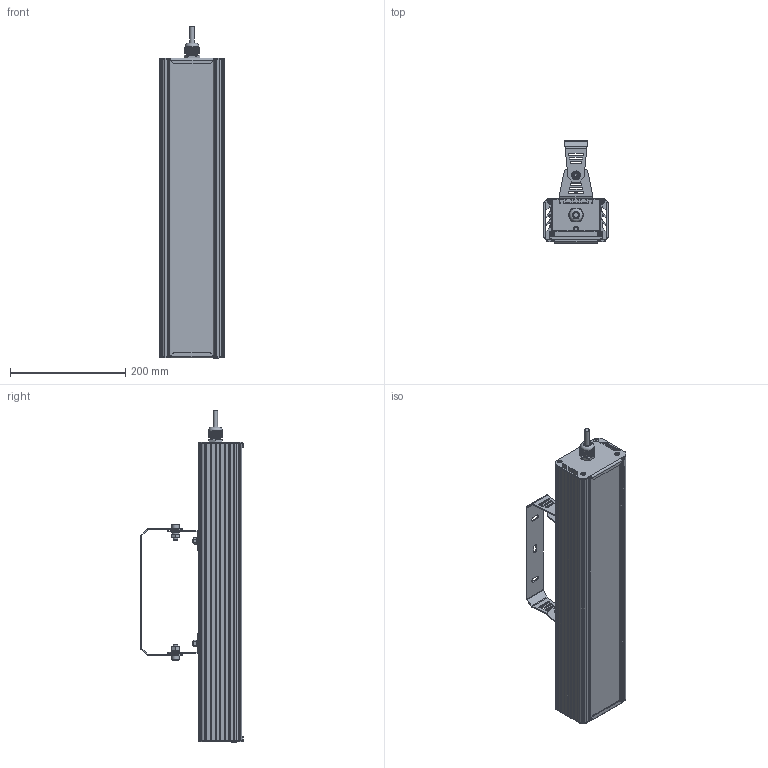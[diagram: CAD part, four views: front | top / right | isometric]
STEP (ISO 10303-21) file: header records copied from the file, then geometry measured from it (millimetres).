
FILE_DESCRIPTION(('STEP AP214'), '1');
FILE_NAME('001.0070.18.000 - ÃÑÏ-Ïðèìà-70', '2024-06-17T17:39:53', ('Ëóêîíèí Å Ï'), ('ÎÊÁ Ñâîé Ñòèëü'), 'C3D Converter', 'C3D Toolkit', '');
FILE_SCHEMA(('AUTOMOTIVE_DESIGN { 1 0 10303 214 3 1 1}'));
Length unit declared in the file: millimetre
Products named in the file (40): 001.0070.18.000; #2747; #2806; #2865; #2924; #3009; #3068; #3127; #3186
Assembly tree (67 placements, depth 4):
  001.0070.18.000
    (unnamed)
      (unnamed)
      (unnamed)
      (unnamed)  x4
      (unnamed)
      (unnamed)  x4
      (unnamed)
      (unnamed)
      (unnamed)
      (unnamed)  x7
        (unnamed)
        (unnamed)
        (unnamed)
        (unnamed)
        (unnamed)
        (unnamed)
        (unnamed)
        (unnamed)
        (unnamed)
      (unnamed)
        (unnamed)
    (unnamed)
      (unnamed)
      (unnamed)
      (unnamed)
      (unnamed)  x2
      (unnamed)
      (unnamed)
      (unnamed)
      (unnamed)
      (unnamed)
      #2747
      #2806
      #2865
      #2924  x2
      #3009
      #3068
      #3127
      #3186
Bounding box: 112.19 x 178.44 x 576 mm (x, y, z)
Volume: 1019301.3 mm3; surface area: 881095 mm2
Topology: 273 solids, 273 shells, 3635 faces, 9076 edges, 6094 vertices
Faces by surface type: plane 2339, cylinder 1127, cone 98, bspline 37, sphere 21, torus 13
Full cylindrical faces by diameter (mm): 1 x21, 2 x14, 2.5 x28, 2.8 x175, 3.2 x21, 3.5 x35, 4 x8, 4.917 x2, 6 x4, 6.6 x2, 6.647 x2, 8 x10, 8.5 x4, 9 x4, 11 x2, 12 x1, 12.5 x1, 13 x2, 15 x4, 16 x1, 18.5 x3, 20 x1, 23.5 x1
Entity records: 110774 total; most frequent: CARTESIAN_POINT 47525, DIRECTION 10204, ORIENTED_EDGE 10016, EDGE_CURVE 5008, AXIS2_PLACEMENT_3D 3622, VERTEX_POINT 3432, LINE 2960, VECTOR 2960
